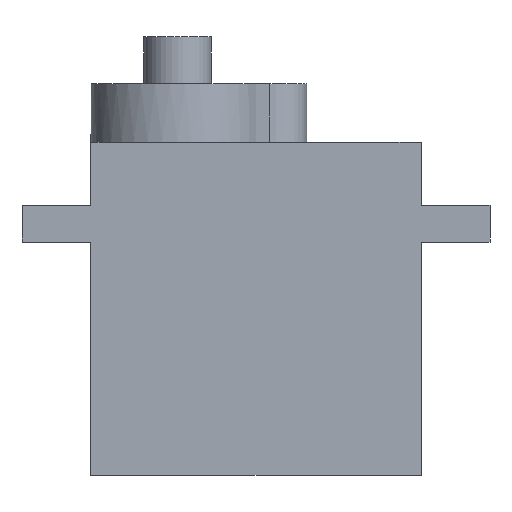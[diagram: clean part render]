
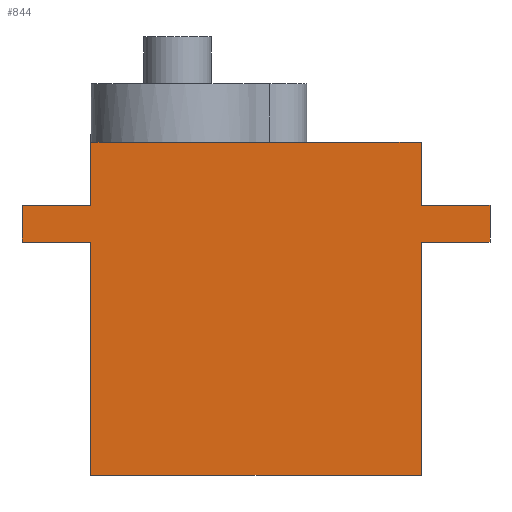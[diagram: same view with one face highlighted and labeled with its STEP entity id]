
A CAD part, front view. The second image highlights one B-rep face of the part: STEP entity #844.
In plain terms, the highlighted planar face has unit normal (0, -1, 0).
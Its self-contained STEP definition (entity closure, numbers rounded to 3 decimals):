
#26=LINE('',#1080,#93);
#30=LINE('',#1090,#97);
#38=LINE('',#1110,#105);
#44=LINE('',#1125,#111);
#51=LINE('',#1140,#118);
#57=LINE('',#1152,#124);
#61=LINE('',#1162,#128);
#64=LINE('',#1168,#131);
#66=LINE('',#1171,#133);
#67=LINE('',#1173,#134);
#68=LINE('',#1175,#135);
#69=LINE('',#1176,#136);
#70=LINE('',#1177,#137);
#93=VECTOR('',#923,1000.);
#97=VECTOR('',#931,1000.);
#105=VECTOR('',#945,1000.);
#111=VECTOR('',#955,1000.);
#118=VECTOR('',#964,1000.);
#124=VECTOR('',#976,1000.);
#128=VECTOR('',#984,1000.);
#131=VECTOR('',#989,1000.);
#133=VECTOR('',#993,1000.);
#134=VECTOR('',#994,1000.);
#135=VECTOR('',#995,1000.);
#136=VECTOR('',#996,1000.);
#137=VECTOR('',#997,1000.);
#214=ORIENTED_EDGE('',*,*,#367,.T.);
#215=ORIENTED_EDGE('',*,*,#368,.F.);
#216=ORIENTED_EDGE('',*,*,#369,.T.);
#217=ORIENTED_EDGE('',*,*,#336,.F.);
#218=ORIENTED_EDGE('',*,*,#362,.F.);
#219=ORIENTED_EDGE('',*,*,#370,.F.);
#220=ORIENTED_EDGE('',*,*,#322,.T.);
#221=ORIENTED_EDGE('',*,*,#327,.T.);
#222=ORIENTED_EDGE('',*,*,#371,.T.);
#223=ORIENTED_EDGE('',*,*,#343,.F.);
#224=ORIENTED_EDGE('',*,*,#357,.T.);
#225=ORIENTED_EDGE('',*,*,#350,.T.);
#226=ORIENTED_EDGE('',*,*,#365,.T.);
#322=EDGE_CURVE('',#403,#402,#26,.T.);
#327=EDGE_CURVE('',#402,#407,#30,.T.);
#336=EDGE_CURVE('',#415,#416,#38,.T.);
#343=EDGE_CURVE('',#422,#423,#44,.T.);
#350=EDGE_CURVE('',#430,#429,#51,.T.);
#357=EDGE_CURVE('',#422,#430,#57,.T.);
#362=EDGE_CURVE('',#436,#415,#61,.T.);
#365=EDGE_CURVE('',#429,#438,#64,.T.);
#367=EDGE_CURVE('',#438,#439,#66,.T.);
#368=EDGE_CURVE('',#440,#439,#67,.T.);
#369=EDGE_CURVE('',#440,#416,#68,.T.);
#370=EDGE_CURVE('',#403,#436,#69,.T.);
#371=EDGE_CURVE('',#407,#423,#70,.T.);
#402=VERTEX_POINT('',#1079);
#403=VERTEX_POINT('',#1081);
#407=VERTEX_POINT('',#1091);
#415=VERTEX_POINT('',#1109);
#416=VERTEX_POINT('',#1111);
#422=VERTEX_POINT('',#1124);
#423=VERTEX_POINT('',#1126);
#429=VERTEX_POINT('',#1139);
#430=VERTEX_POINT('',#1141);
#436=VERTEX_POINT('',#1161);
#438=VERTEX_POINT('',#1167);
#439=VERTEX_POINT('',#1172);
#440=VERTEX_POINT('',#1174);
#475=EDGE_LOOP('',(#214,#215,#216,#217,#218,#219,#220,#221,#222,#223,#224,
#225,#226));
#508=FACE_BOUND('',#475,.T.);
#541=PLANE('',#887);
#844=ADVANCED_FACE('',(#508),#541,.F.);
#887=AXIS2_PLACEMENT_3D('',#1170,#991,#992);
#923=DIRECTION('',(-1.,0.,0.));
#931=DIRECTION('',(-1.,0.,0.));
#945=DIRECTION('',(0.,0.,-1.));
#955=DIRECTION('',(1.,0.,0.));
#964=DIRECTION('',(1.,0.,0.));
#976=DIRECTION('',(0.,0.,-1.));
#984=DIRECTION('',(1.,0.,0.));
#989=DIRECTION('',(0.,0.,-1.));
#991=DIRECTION('',(0.,1.,0.));
#992=DIRECTION('',(0.,0.,1.));
#993=DIRECTION('',(1.,0.,0.));
#994=DIRECTION('',(0.,0.,-1.));
#995=DIRECTION('',(1.,0.,0.));
#996=DIRECTION('',(0.,0.,-1.));
#997=DIRECTION('',(0.,0.,-1.));
#1079=CARTESIAN_POINT('',(-5.35,-5.9,14.75));
#1080=CARTESIAN_POINT('',(11.25,-5.9,14.75));
#1081=CARTESIAN_POINT('',(11.25,-5.9,14.75));
#1090=CARTESIAN_POINT('',(11.25,-5.9,14.75));
#1091=CARTESIAN_POINT('',(-11.25,-5.9,14.75));
#1109=CARTESIAN_POINT('',(15.95,-5.9,10.45));
#1110=CARTESIAN_POINT('',(15.95,-5.9,10.45));
#1111=CARTESIAN_POINT('',(15.95,-5.9,7.95));
#1124=CARTESIAN_POINT('',(-15.95,-5.9,10.45));
#1125=CARTESIAN_POINT('',(-15.95,-5.9,10.45));
#1126=CARTESIAN_POINT('',(-11.25,-5.9,10.45));
#1139=CARTESIAN_POINT('',(-11.25,-5.9,7.95));
#1140=CARTESIAN_POINT('',(-15.95,-5.9,7.95));
#1141=CARTESIAN_POINT('',(-15.95,-5.9,7.95));
#1152=CARTESIAN_POINT('',(-15.95,-5.9,10.45));
#1161=CARTESIAN_POINT('',(11.25,-5.9,10.45));
#1162=CARTESIAN_POINT('',(-15.95,-5.9,10.45));
#1167=CARTESIAN_POINT('',(-11.25,-5.9,-7.95));
#1168=CARTESIAN_POINT('',(-11.25,-5.9,7.95));
#1170=CARTESIAN_POINT('',(-11.25,-5.9,7.95));
#1171=CARTESIAN_POINT('',(-11.25,-5.9,-7.95));
#1172=CARTESIAN_POINT('',(11.25,-5.9,-7.95));
#1173=CARTESIAN_POINT('',(11.25,-5.9,7.95));
#1174=CARTESIAN_POINT('',(11.25,-5.9,7.95));
#1175=CARTESIAN_POINT('',(-15.95,-5.9,7.95));
#1176=CARTESIAN_POINT('',(11.25,-5.9,14.75));
#1177=CARTESIAN_POINT('',(-11.25,-5.9,14.75));
